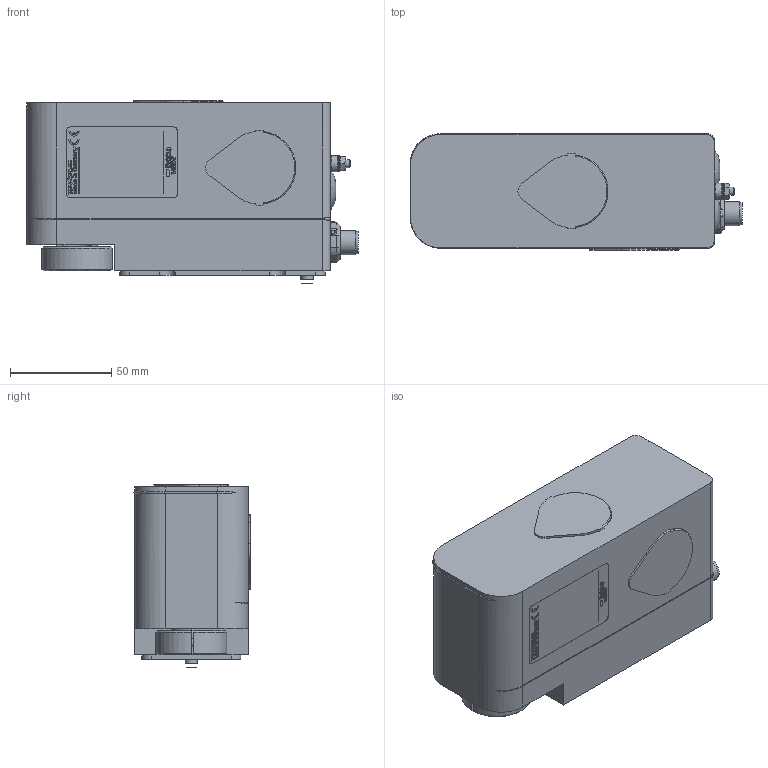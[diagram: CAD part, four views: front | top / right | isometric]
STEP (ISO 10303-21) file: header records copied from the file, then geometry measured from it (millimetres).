
FILE_DESCRIPTION(/* description */ (''),/* implementation_level */ '2;1');
FILE_NAME(/* name */ '7300.013093C.stp',/* time_stamp */ '2022-06-14T11:42:04+02:00',/* author */ ('ohaid'),/* organization */ (''),/* preprocessor_version */ 'ST-DEVELOPER v18.1',/* originating_system */ 'Autodesk Inventor 2021',/* authorisation */ '');
FILE_SCHEMA (('AUTOMOTIVE_DESIGN { 1 0 10303 214 3 1 1 }'));
Length unit declared in the file: millimetre
Products named in the file (1): ENG-110650.013093_Shrinkwrap_1
Bounding box: 163.91 x 57.35 x 90 mm (x, y, z)
Volume: 683798 mm3; surface area: 54524.6 mm2
Topology: 1 solids, 1 shells, 1172 faces, 3189 edges, 2096 vertices
Faces by surface type: plane 664, bspline 314, cylinder 142, cone 25, torus 15, sphere 12
Full cylindrical faces by diameter (mm): 4 x3, 6 x1, 8 x1, 11 x2, 12 x1, 14 x1, 14.376 x1, 26 x1
Entity records: 40474 total; most frequent: CARTESIAN_POINT 11574, ORIENTED_EDGE 6354, DIRECTION 4556, EDGE_CURVE 3177, VERTEX_POINT 2096, LINE 2090, VECTOR 2090, EDGE_LOOP 1263
